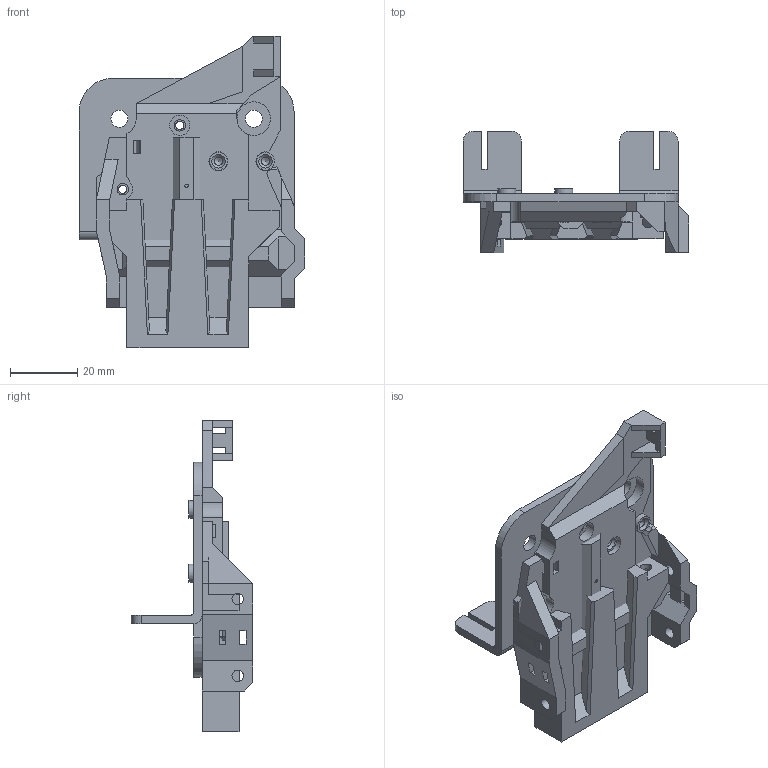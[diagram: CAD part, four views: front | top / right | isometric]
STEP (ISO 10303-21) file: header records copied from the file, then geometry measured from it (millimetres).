
FILE_DESCRIPTION(/* description */ (''),/* implementation_level */ '2;1');
FILE_NAME(/* name */ 'Ender3 pro mounting plate cad.step',/* time_stamp */ '2025-06-03T01:53:01+02:00',/* author */ (''),/* organization */ (''),/* preprocessor_version */ 'ST-DEVELOPER v20.1',/* originating_system */ 'Autodesk Translation Framework v14.10.0.0',/* authorisation */ '');
FILE_SCHEMA (('AUTOMOTIVE_DESIGN { 1 0 10303 214 3 1 1 }'));
Length unit declared in the file: millimetre
Products named in the file (6): Рама; Балка_оси_Z_в_
сборе; Экструдер_в_
сборе; Основание_3; Pellet printhead V2 (GB parts) pellet hose right; Pellet printhead V2 (GB parts) pellet hose right_1
Assembly tree (5 placements, depth 4):
  Рама
    Балка_оси_Z_в_
сборе
      Экструдер_в_
сборе
        Основание_3
    Pellet printhead V2 (GB parts) pellet hose right
    Pellet printhead V2 (GB parts) pellet hose right_1
Bounding box: 67.24 x 36.2 x 92.68 mm (x, y, z)
Volume: 49759.3 mm3; surface area: 30133 mm2
Topology: 3 solids, 3 shells, 263 faces, 725 edges, 470 vertices
Faces by surface type: plane 214, cylinder 45, cone 4
Full cylindrical faces by diameter (mm): 1 x2, 2.459 x4, 3.4 x10, 5.06 x2, 5.27 x2, 5.3 x2, 5.67 x2, 6 x1, 7.2 x1, 10 x2
Entity records: 8504 total; most frequent: CARTESIAN_POINT 1467, ORIENTED_EDGE 1446, DIRECTION 1367, EDGE_CURVE 723, LINE 627, VECTOR 627, VERTEX_POINT 470, AXIS2_PLACEMENT_3D 370
